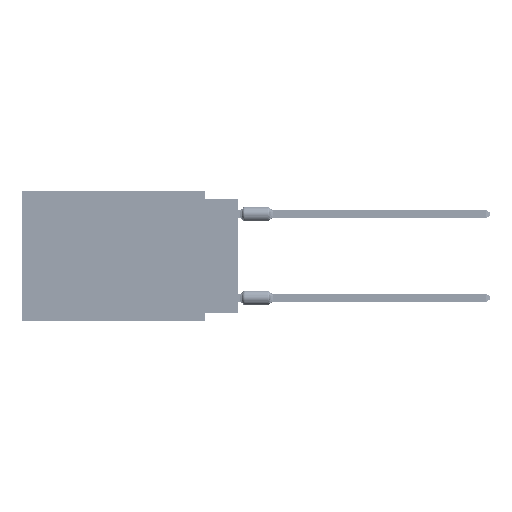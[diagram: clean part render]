
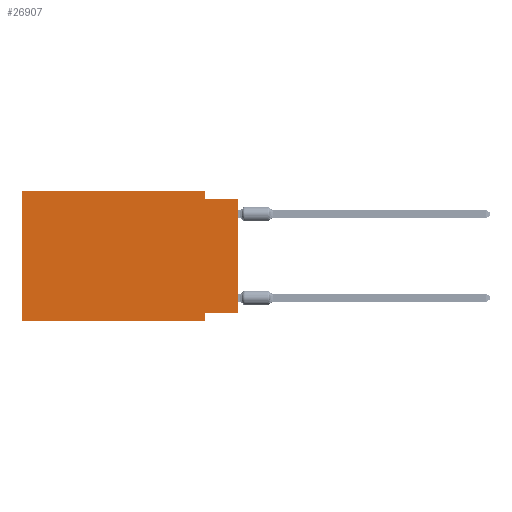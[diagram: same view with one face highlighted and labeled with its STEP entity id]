
A CAD part, left-side view. The second image highlights one B-rep face of the part: STEP entity #26907.
In plain terms, the highlighted planar face has unit normal (-1, 0, 0).
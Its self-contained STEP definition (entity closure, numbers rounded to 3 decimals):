
#2851 = VERTEX_POINT ( 'NONE', #42176 ) ;
#3291 = VECTOR ( 'NONE', #30787, 1000. ) ;
#3320 = CARTESIAN_POINT ( 'NONE',  ( 0., 2.54, -9.906 ) ) ;
#3472 = VECTOR ( 'NONE', #42446, 1000. ) ;
#3818 = CARTESIAN_POINT ( 'NONE',  ( 0., 2.54, -9.906 ) ) ;
#3927 = ORIENTED_EDGE ( 'NONE', *, *, #27893, .T. ) ;
#4649 = CARTESIAN_POINT ( 'NONE',  ( 0., 16.383, 0. ) ) ;
#5584 = ORIENTED_EDGE ( 'NONE', *, *, #50331, .F. ) ;
#6096 = VECTOR ( 'NONE', #34508, 1000. ) ;
#7122 = DIRECTION ( 'NONE',  ( 0., -1., 0. ) ) ;
#9327 = DIRECTION ( 'NONE',  ( 0., -1., 0. ) ) ;
#9455 = VERTEX_POINT ( 'NONE', #46398 ) ;
#9747 = VERTEX_POINT ( 'NONE', #75016 ) ;
#10342 = EDGE_LOOP ( 'NONE', ( #21263, #5584, #66511, #75707, #55450, #3927, #24362, #77015 ) ) ;
#12248 = VECTOR ( 'NONE', #52414, 1000. ) ;
#13193 = VECTOR ( 'NONE', #63686, 1000. ) ;
#14139 = VECTOR ( 'NONE', #7122, 1000. ) ;
#15022 = LINE ( 'NONE', #39366, #13193 ) ;
#20711 = EDGE_CURVE ( 'NONE', #31627, #70856, #15022, .T. ) ;
#20735 = DIRECTION ( 'NONE',  ( 0., 0., 1. ) ) ;
#21263 = ORIENTED_EDGE ( 'NONE', *, *, #74835, .T. ) ;
#22495 = LINE ( 'NONE', #3320, #12248 ) ;
#23100 = CARTESIAN_POINT ( 'NONE',  ( 0., 0., -9.271 ) ) ;
#23675 = EDGE_CURVE ( 'NONE', #55494, #44211, #26720, .T. ) ;
#24168 = VERTEX_POINT ( 'NONE', #3818 ) ;
#24362 = ORIENTED_EDGE ( 'NONE', *, *, #24592, .F. ) ;
#24592 = EDGE_CURVE ( 'NONE', #70856, #24168, #22495, .T. ) ;
#25690 = LINE ( 'NONE', #67559, #3472 ) ;
#26720 = LINE ( 'NONE', #75335, #50370 ) ;
#26907 = ADVANCED_FACE ( 'NONE', ( #51782 ), #60121, .F. ) ;
#27893 = EDGE_CURVE ( 'NONE', #55494, #24168, #56593, .T. ) ;
#29303 = AXIS2_PLACEMENT_3D ( 'NONE', #4649, #47755, #77242 ) ;
#30787 = DIRECTION ( 'NONE',  ( 0., 0., 1. ) ) ;
#31627 = VERTEX_POINT ( 'NONE', #23100 ) ;
#34508 = DIRECTION ( 'NONE',  ( 0., -1., 0. ) ) ;
#36013 = EDGE_CURVE ( 'NONE', #9455, #2851, #25690, .T. ) ;
#38557 = CARTESIAN_POINT ( 'NONE',  ( 0., 2.54, -9.271 ) ) ;
#39366 = CARTESIAN_POINT ( 'NONE',  ( 0., 0., -9.271 ) ) ;
#39678 = LINE ( 'NONE', #64002, #71921 ) ;
#42176 = CARTESIAN_POINT ( 'NONE',  ( 0., 2.54, -0.635 ) ) ;
#42446 = DIRECTION ( 'NONE',  ( 0., 0., -1. ) ) ;
#44211 = VERTEX_POINT ( 'NONE', #44871 ) ;
#44393 = EDGE_CURVE ( 'NONE', #44211, #9455, #39678, .T. ) ;
#44871 = CARTESIAN_POINT ( 'NONE',  ( 0., 16.383, 0. ) ) ;
#46398 = CARTESIAN_POINT ( 'NONE',  ( 0., 2.54, 0. ) ) ;
#47755 = DIRECTION ( 'NONE',  ( 1., 0., 0. ) ) ;
#49536 = CARTESIAN_POINT ( 'NONE',  ( 0., 0., 0. ) ) ;
#50331 = EDGE_CURVE ( 'NONE', #2851, #9747, #75963, .T. ) ;
#50370 = VECTOR ( 'NONE', #20735, 1000. ) ;
#51782 = FACE_OUTER_BOUND ( 'NONE', #10342, .T. ) ;
#52414 = DIRECTION ( 'NONE',  ( 0., 0., -1. ) ) ;
#55450 = ORIENTED_EDGE ( 'NONE', *, *, #23675, .F. ) ;
#55494 = VERTEX_POINT ( 'NONE', #57068 ) ;
#55816 = CARTESIAN_POINT ( 'NONE',  ( 0., 16.383, -9.906 ) ) ;
#56593 = LINE ( 'NONE', #55816, #14139 ) ;
#57068 = CARTESIAN_POINT ( 'NONE',  ( 0., 16.383, -9.906 ) ) ;
#57651 = CARTESIAN_POINT ( 'NONE',  ( 0., 0., -0.635 ) ) ;
#60121 = PLANE ( 'NONE',  #29303 ) ;
#63686 = DIRECTION ( 'NONE',  ( 0., 1., 0. ) ) ;
#64002 = CARTESIAN_POINT ( 'NONE',  ( 0., 16.383, 0. ) ) ;
#66511 = ORIENTED_EDGE ( 'NONE', *, *, #36013, .F. ) ;
#67559 = CARTESIAN_POINT ( 'NONE',  ( 0., 2.54, 0. ) ) ;
#70856 = VERTEX_POINT ( 'NONE', #38557 ) ;
#71921 = VECTOR ( 'NONE', #9327, 1000. ) ;
#74200 = LINE ( 'NONE', #49536, #3291 ) ;
#74835 = EDGE_CURVE ( 'NONE', #31627, #9747, #74200, .T. ) ;
#75016 = CARTESIAN_POINT ( 'NONE',  ( 0., 0., -0.635 ) ) ;
#75335 = CARTESIAN_POINT ( 'NONE',  ( 0., 16.383, 0. ) ) ;
#75707 = ORIENTED_EDGE ( 'NONE', *, *, #44393, .F. ) ;
#75963 = LINE ( 'NONE', #57651, #6096 ) ;
#77015 = ORIENTED_EDGE ( 'NONE', *, *, #20711, .F. ) ;
#77242 = DIRECTION ( 'NONE',  ( 0., 0., -1. ) ) ;
